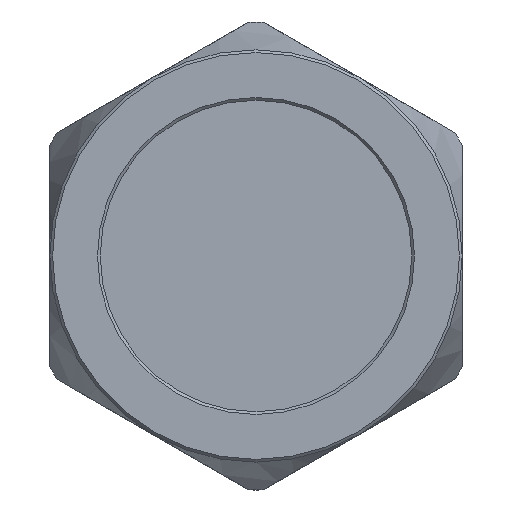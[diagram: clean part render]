
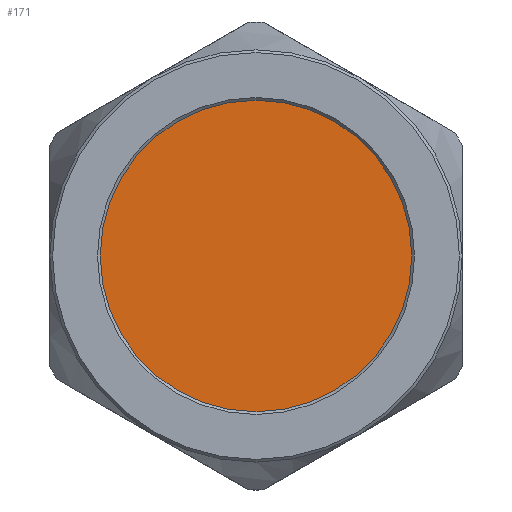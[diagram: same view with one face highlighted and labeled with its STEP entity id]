
A CAD part, left-side view. The second image highlights one B-rep face of the part: STEP entity #171.
In plain terms, the highlighted planar face has unit normal (-1, 0, 0).
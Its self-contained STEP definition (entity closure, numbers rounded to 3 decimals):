
#171 = ADVANCED_FACE ( 'NONE', ( #775 ), #956, .F. ) ;
#242 = CARTESIAN_POINT ( 'NONE',  ( -9.734, 0., 0. ) ) ;
#294 = VERTEX_POINT ( 'NONE', #451 ) ;
#349 = AXIS2_PLACEMENT_3D ( 'NONE', #825, #517, #1071 ) ;
#451 = CARTESIAN_POINT ( 'NONE',  ( -9.734, 0., 28.328 ) ) ;
#517 = DIRECTION ( 'NONE',  ( 1., 0., 0. ) ) ;
#643 = EDGE_CURVE ( 'NONE', #294, #294, #1336, .T. ) ;
#670 = DIRECTION ( 'NONE',  ( 0., 0., 1. ) ) ;
#729 = EDGE_LOOP ( 'NONE', ( #1236 ) ) ;
#775 = FACE_OUTER_BOUND ( 'NONE', #729, .T. ) ;
#825 = CARTESIAN_POINT ( 'NONE',  ( -9.734, 28.328, 0. ) ) ;
#832 = AXIS2_PLACEMENT_3D ( 'NONE', #242, #1314, #670 ) ;
#956 = PLANE ( 'NONE',  #349 ) ;
#1071 = DIRECTION ( 'NONE',  ( 0., 0., -1. ) ) ;
#1236 = ORIENTED_EDGE ( 'NONE', *, *, #643, .T. ) ;
#1314 = DIRECTION ( 'NONE',  ( -1., 0., 0. ) ) ;
#1336 = CIRCLE ( 'NONE', #832, 28.328 ) ;
